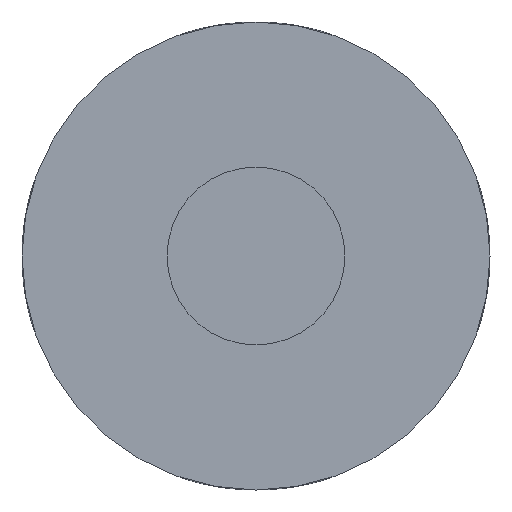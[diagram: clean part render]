
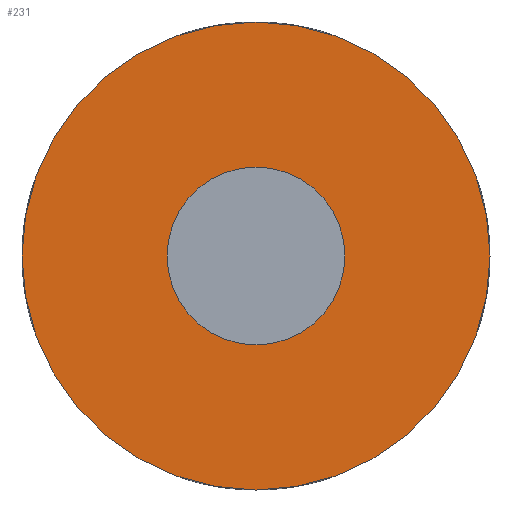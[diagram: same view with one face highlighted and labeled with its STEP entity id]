
A CAD part, front view. The second image highlights one B-rep face of the part: STEP entity #231.
In plain terms, the highlighted planar face has unit normal (0, -1, 0).
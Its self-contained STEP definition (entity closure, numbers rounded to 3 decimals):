
#17=PLANE('',#270);
#23=FACE_BOUND('',#58,.T.);
#25=CIRCLE('',#259,5.);
#29=CIRCLE('',#265,1.9);
#42=FACE_OUTER_BOUND('',#57,.T.);
#57=EDGE_LOOP('',(#207));
#58=EDGE_LOOP('',(#208));
#106=VERTEX_POINT('',#478);
#113=VERTEX_POINT('',#533);
#133=EDGE_CURVE('',#106,#106,#25,.T.);
#144=EDGE_CURVE('',#113,#113,#29,.T.);
#207=ORIENTED_EDGE('',*,*,#133,.T.);
#208=ORIENTED_EDGE('',*,*,#144,.T.);
#231=ADVANCED_FACE('',(#42,#23),#17,.T.);
#259=AXIS2_PLACEMENT_3D('',#479,#301,#302);
#265=AXIS2_PLACEMENT_3D('',#535,#317,#318);
#270=AXIS2_PLACEMENT_3D('',#541,#327,#328);
#301=DIRECTION('center_axis',(0.,-1.,0.));
#302=DIRECTION('ref_axis',(1.,0.,0.));
#317=DIRECTION('center_axis',(0.,1.,0.));
#318=DIRECTION('ref_axis',(1.,0.,0.));
#327=DIRECTION('center_axis',(0.,-1.,0.));
#328=DIRECTION('ref_axis',(0.,0.,-1.));
#478=CARTESIAN_POINT('',(-5.,0.,0.));
#479=CARTESIAN_POINT('Origin',(0.,0.,0.));
#533=CARTESIAN_POINT('',(-1.9,0.,0.));
#535=CARTESIAN_POINT('Origin',(0.,0.,0.));
#541=CARTESIAN_POINT('Origin',(0.,0.,0.));
